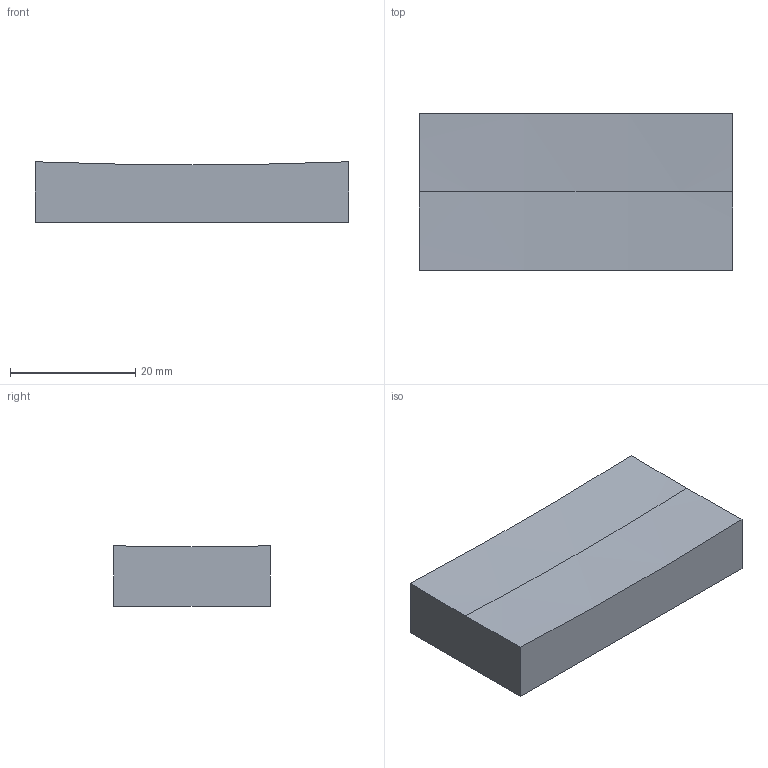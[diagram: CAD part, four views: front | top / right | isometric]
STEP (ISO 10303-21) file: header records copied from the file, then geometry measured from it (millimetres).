
FILE_DESCRIPTION (( 'STEP AP214' ), '1' );
FILE_NAME ('GM13-50x25-300.STEP', '2024-08-13T03:18:00', ( 'Windows User' ), ( 'P R C' ), 'SwSTEP 2.0', 'SolidWorks 2022', '' );
FILE_SCHEMA (( 'AUTOMOTIVE_DESIGN' ));
Length unit declared in the file: millimetre
Products named in the file (1): GM13-50x25-300
Bounding box: 50 x 25 x 9.65 mm (x, y, z)
Volume: 11521.3 mm3; surface area: 3909.1 mm2
Topology: 1 solids, 1 shells, 7 faces, 16 edges, 11 vertices
Faces by surface type: plane 5, sphere 2
Entity records: 240 total; most frequent: DIRECTION 40, CARTESIAN_POINT 35, ORIENTED_EDGE 32, EDGE_CURVE 16, AXIS2_PLACEMENT_3D 16, VERTEX_POINT 11, CIRCLE 8, LINE 8
